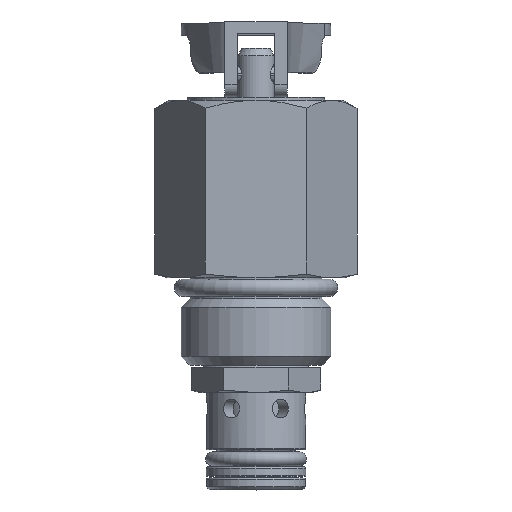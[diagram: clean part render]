
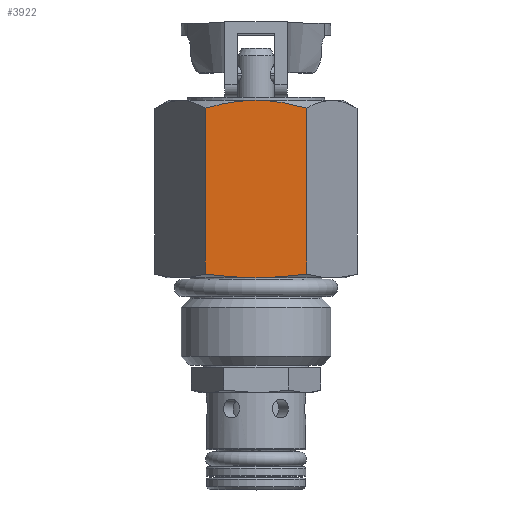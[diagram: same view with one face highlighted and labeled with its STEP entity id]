
A CAD part, top view. The second image highlights one B-rep face of the part: STEP entity #3922.
In plain terms, the highlighted planar face has unit normal (0, 0, 1).
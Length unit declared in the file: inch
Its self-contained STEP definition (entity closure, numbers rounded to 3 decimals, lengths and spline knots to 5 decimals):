
#1507=CARTESIAN_POINT('',(0.,0.0,0.4375));
#1508=VERTEX_POINT('',#1507);
#3273=CARTESIAN_POINT('',(0.25259,-0.03908,0.4375));
#3274=VERTEX_POINT('',#3273);
#3289=CARTESIAN_POINT('',(0.25259,-0.03908,0.4375));
#3290=CARTESIAN_POINT('',(0.11723,0.,0.4375));
#3291=CARTESIAN_POINT('',(0.,0.,0.4375));
#3299=(BOUNDED_CURVE()B_SPLINE_CURVE(2,(#3289,#3290,#3291),.UNSPECIFIED.,.F.,.U.)B_SPLINE_CURVE_WITH_KNOTS((3,3),(0.0,0.65087),.UNSPECIFIED.)CURVE()GEOMETRIC_REPRESENTATION_ITEM()RATIONAL_B_SPLINE_CURVE((1.0,1.038,1.0))REPRESENTATION_ITEM(''));
#3300=EDGE_CURVE('',#3274,#1508,#3299,.T.);
#3347=CARTESIAN_POINT('',(-0.25259,-0.03908,0.4375));
#3348=VERTEX_POINT('',#3347);
#3362=CARTESIAN_POINT('',(0.,0.,0.4375));
#3363=CARTESIAN_POINT('',(-0.11723,0.,0.4375));
#3364=CARTESIAN_POINT('',(-0.25259,-0.03908,0.4375));
#3372=(BOUNDED_CURVE()B_SPLINE_CURVE(2,(#3362,#3363,#3364),.UNSPECIFIED.,.F.,.U.)B_SPLINE_CURVE_WITH_KNOTS((3,3),(0.65087,1.30174),.UNSPECIFIED.)CURVE()GEOMETRIC_REPRESENTATION_ITEM()RATIONAL_B_SPLINE_CURVE((1.0,1.038,1.0))REPRESENTATION_ITEM(''));
#3373=EDGE_CURVE('',#1508,#3348,#3372,.T.);
#3598=CARTESIAN_POINT('',(0.25259,-0.86886,0.4375));
#3599=VERTEX_POINT('',#3598);
#3600=CARTESIAN_POINT('',(0.25259,-0.03908,0.4375));
#3601=DIRECTION('',(0.0,-1.0,0.0));
#3602=VECTOR('',#3601,0.82979);
#3603=LINE('',#3600,#3602);
#3604=EDGE_CURVE('',#3274,#3599,#3603,.T.);
#3643=CARTESIAN_POINT('',(-0.25259,-0.86886,0.4375));
#3644=VERTEX_POINT('',#3643);
#3645=CARTESIAN_POINT('',(0.,-0.887,0.4375));
#3646=VERTEX_POINT('',#3645);
#3647=CARTESIAN_POINT('',(-0.25259,-0.86886,0.4375));
#3648=CARTESIAN_POINT('',(-0.11723,-0.887,0.4375));
#3649=CARTESIAN_POINT('',(0.,-0.887,0.4375));
#3657=(BOUNDED_CURVE()B_SPLINE_CURVE(2,(#3647,#3648,#3649),.UNSPECIFIED.,.F.,.U.)B_SPLINE_CURVE_WITH_KNOTS((3,3),(0.0,0.6436),.UNSPECIFIED.)CURVE()GEOMETRIC_REPRESENTATION_ITEM()RATIONAL_B_SPLINE_CURVE((1.0,1.038,1.0))REPRESENTATION_ITEM(''));
#3658=EDGE_CURVE('',#3644,#3646,#3657,.T.);
#3765=CARTESIAN_POINT('',(0.,-0.887,0.4375));
#3766=CARTESIAN_POINT('',(0.11723,-0.887,0.4375));
#3767=CARTESIAN_POINT('',(0.25259,-0.86886,0.4375));
#3775=(BOUNDED_CURVE()B_SPLINE_CURVE(2,(#3765,#3766,#3767),.UNSPECIFIED.,.F.,.U.)B_SPLINE_CURVE_WITH_KNOTS((3,3),(0.6436,1.2872),.UNSPECIFIED.)CURVE()GEOMETRIC_REPRESENTATION_ITEM()RATIONAL_B_SPLINE_CURVE((1.0,1.038,1.0))REPRESENTATION_ITEM(''));
#3776=EDGE_CURVE('',#3646,#3599,#3775,.T.);
#3899=CARTESIAN_POINT('',(-0.25259,-0.03908,0.4375));
#3900=DIRECTION('',(0.0,-1.0,0.0));
#3901=VECTOR('',#3900,0.82979);
#3902=LINE('',#3899,#3901);
#3903=EDGE_CURVE('',#3348,#3644,#3902,.T.);
#3909=CARTESIAN_POINT('',(-0.25259,0.0,0.4375));
#3910=DIRECTION('',(0.0,0.0,1.0));
#3911=DIRECTION('',(0.0,1.0,0.0));
#3912=AXIS2_PLACEMENT_3D('',#3909,#3910,#3911);
#3913=PLANE('',#3912);
#3914=ORIENTED_EDGE('',*,*,#3373,.T.);
#3915=ORIENTED_EDGE('',*,*,#3903,.T.);
#3916=ORIENTED_EDGE('',*,*,#3658,.T.);
#3917=ORIENTED_EDGE('',*,*,#3776,.T.);
#3918=ORIENTED_EDGE('',*,*,#3604,.F.);
#3919=ORIENTED_EDGE('',*,*,#3300,.T.);
#3920=EDGE_LOOP('',(#3914,#3915,#3916,#3917,#3918,#3919));
#3921=FACE_OUTER_BOUND('',#3920,.T.);
#3922=ADVANCED_FACE('',(#3921),#3913,.T.);
